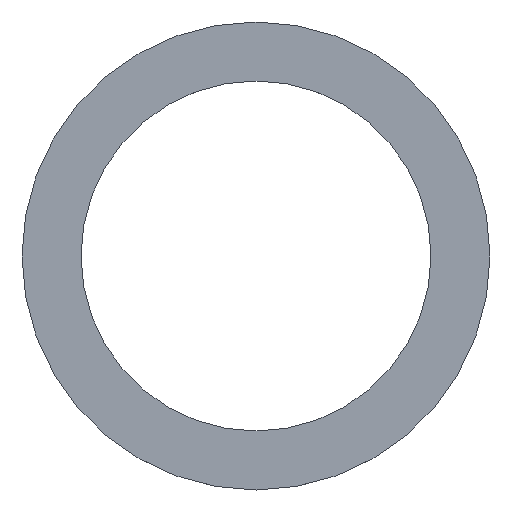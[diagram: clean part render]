
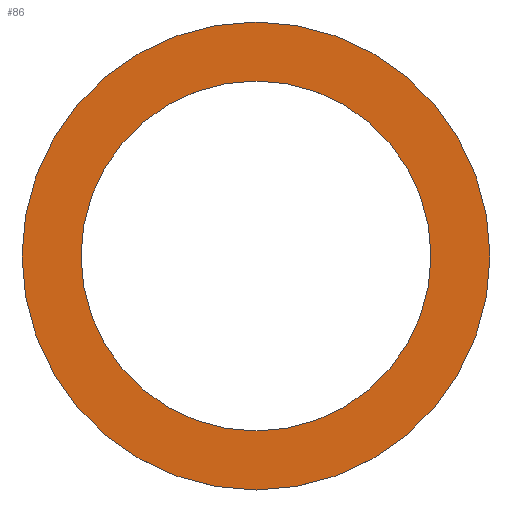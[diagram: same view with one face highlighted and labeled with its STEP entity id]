
A CAD part, top view. The second image highlights one B-rep face of the part: STEP entity #86.
In plain terms, the highlighted planar face has unit normal (0, 0, 1).
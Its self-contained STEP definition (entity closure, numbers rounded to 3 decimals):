
#31=FACE_BOUND('',#42,.T.);
#33=PLANE('',#117);
#37=FACE_OUTER_BOUND('',#41,.T.);
#41=EDGE_LOOP('',(#78));
#42=EDGE_LOOP('',(#79));
#49=CIRCLE('',#112,115.);
#52=CIRCLE('',#116,86.);
#60=VERTEX_POINT('',#162);
#63=VERTEX_POINT('',#170);
#64=EDGE_CURVE('',#60,#60,#49,.T.);
#69=EDGE_CURVE('',#63,#63,#52,.T.);
#78=ORIENTED_EDGE('',*,*,#64,.T.);
#79=ORIENTED_EDGE('',*,*,#69,.T.);
#86=ADVANCED_FACE('',(#37,#31),#33,.T.);
#112=AXIS2_PLACEMENT_3D('',#163,#130,#131);
#116=AXIS2_PLACEMENT_3D('',#172,#140,#141);
#117=AXIS2_PLACEMENT_3D('',#173,#142,#143);
#130=DIRECTION('center_axis',(0.,0.,1.));
#131=DIRECTION('ref_axis',(-1.,0.,0.));
#140=DIRECTION('center_axis',(0.,0.,-1.));
#141=DIRECTION('ref_axis',(-1.,0.,0.));
#142=DIRECTION('center_axis',(0.,0.,1.));
#143=DIRECTION('ref_axis',(1.,0.,0.));
#162=CARTESIAN_POINT('',(114.13,-20.355,4.));
#163=CARTESIAN_POINT('Origin',(-0.87,-20.355,4.));
#170=CARTESIAN_POINT('',(85.13,-20.355,4.));
#172=CARTESIAN_POINT('Origin',(-0.87,-20.355,4.));
#173=CARTESIAN_POINT('Origin',(0.,0.,4.));
